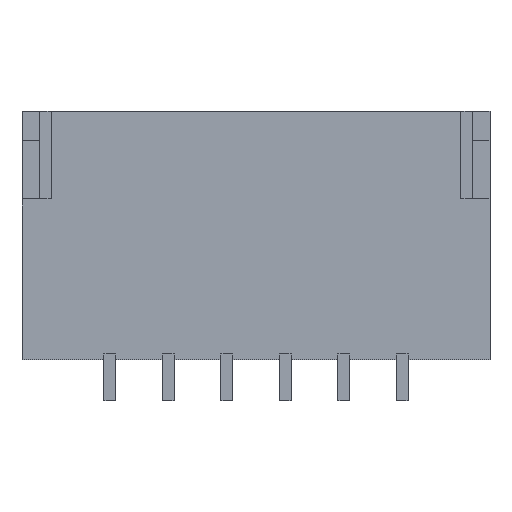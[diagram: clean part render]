
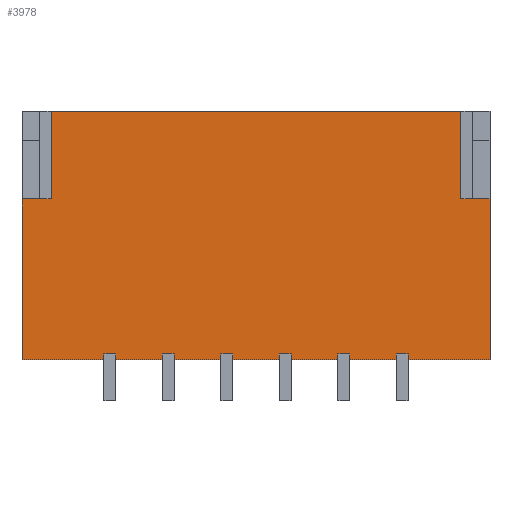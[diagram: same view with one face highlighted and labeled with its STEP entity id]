
A CAD part, front view. The second image highlights one B-rep face of the part: STEP entity #3978.
In plain terms, the highlighted planar face has unit normal (0, -1, 0).
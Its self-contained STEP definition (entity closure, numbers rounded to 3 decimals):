
#260 = ORIENTED_EDGE ( 'NONE', *, *, #701, .F. ) ;
#289 = DIRECTION ( 'NONE',  ( 0., 0., 1. ) ) ;
#355 = VECTOR ( 'NONE', #1024, 1000. ) ;
#361 = VECTOR ( 'NONE', #1977, 1000. ) ;
#484 = PLANE ( 'NONE',  #4952 ) ;
#607 = CARTESIAN_POINT ( 'NONE',  ( -3.5, 0.06, 0.625 ) ) ;
#611 = VECTOR ( 'NONE', #3760, 1000. ) ;
#701 = EDGE_CURVE ( 'NONE', #2694, #3093, #3430, .T. ) ;
#709 = VECTOR ( 'NONE', #5064, 1000. ) ;
#820 = DIRECTION ( 'NONE',  ( 1., 0., 0. ) ) ;
#953 = EDGE_CURVE ( 'NONE', #2709, #2360, #4573, .T. ) ;
#1024 = DIRECTION ( 'NONE',  ( -1., 0., 0. ) ) ;
#1031 = VECTOR ( 'NONE', #820, 1000. ) ;
#1036 = EDGE_CURVE ( 'NONE', #1389, #1507, #3239, .T. ) ;
#1240 = EDGE_CURVE ( 'NONE', #2426, #2709, #1819, .T. ) ;
#1389 = VERTEX_POINT ( 'NONE', #1675 ) ;
#1507 = VERTEX_POINT ( 'NONE', #3178 ) ;
#1518 = VECTOR ( 'NONE', #4940, 1000. ) ;
#1596 = CARTESIAN_POINT ( 'NONE',  ( -4., 0.06, -2.125 ) ) ;
#1641 = VECTOR ( 'NONE', #289, 1000. ) ;
#1675 = CARTESIAN_POINT ( 'NONE',  ( 3.5, 0.06, 0.625 ) ) ;
#1689 = EDGE_LOOP ( 'NONE', ( #2326, #1782, #1743, #260, #1753, #1935, #5400, #1776 ) ) ;
#1743 = ORIENTED_EDGE ( 'NONE', *, *, #2844, .F. ) ;
#1753 = ORIENTED_EDGE ( 'NONE', *, *, #3958, .F. ) ;
#1776 = ORIENTED_EDGE ( 'NONE', *, *, #4625, .F. ) ;
#1782 = ORIENTED_EDGE ( 'NONE', *, *, #953, .T. ) ;
#1819 = LINE ( 'NONE', #3600, #1518 ) ;
#1935 = ORIENTED_EDGE ( 'NONE', *, *, #1036, .F. ) ;
#1977 = DIRECTION ( 'NONE',  ( 0., 0., -1. ) ) ;
#2022 = LINE ( 'NONE', #3759, #709 ) ;
#2024 = CARTESIAN_POINT ( 'NONE',  ( -4., 0.06, 2.125 ) ) ;
#2326 = ORIENTED_EDGE ( 'NONE', *, *, #1240, .T. ) ;
#2360 = VERTEX_POINT ( 'NONE', #3038 ) ;
#2426 = VERTEX_POINT ( 'NONE', #4850 ) ;
#2613 = CARTESIAN_POINT ( 'NONE',  ( 0., 0.06, 0. ) ) ;
#2694 = VERTEX_POINT ( 'NONE', #3054 ) ;
#2709 = VERTEX_POINT ( 'NONE', #5152 ) ;
#2718 = DIRECTION ( 'NONE',  ( -1., 0., 0. ) ) ;
#2844 = EDGE_CURVE ( 'NONE', #3093, #2360, #2897, .T. ) ;
#2897 = LINE ( 'NONE', #4402, #1641 ) ;
#2960 = EDGE_CURVE ( 'NONE', #3636, #1389, #4089, .T. ) ;
#3038 = CARTESIAN_POINT ( 'NONE',  ( -4., 0.06, 0.625 ) ) ;
#3054 = CARTESIAN_POINT ( 'NONE',  ( 4., 0.06, -2.125 ) ) ;
#3093 = VERTEX_POINT ( 'NONE', #1596 ) ;
#3178 = CARTESIAN_POINT ( 'NONE',  ( 4., 0.06, 0.625 ) ) ;
#3239 = LINE ( 'NONE', #4684, #1031 ) ;
#3430 = LINE ( 'NONE', #4796, #355 ) ;
#3600 = CARTESIAN_POINT ( 'NONE',  ( -3.5, 0.06, 0.625 ) ) ;
#3636 = VERTEX_POINT ( 'NONE', #5423 ) ;
#3695 = VECTOR ( 'NONE', #2718, 1000. ) ;
#3759 = CARTESIAN_POINT ( 'NONE',  ( 4., 0.06, 2.125 ) ) ;
#3760 = DIRECTION ( 'NONE',  ( 1., 0., 0. ) ) ;
#3958 = EDGE_CURVE ( 'NONE', #1507, #2694, #2022, .T. ) ;
#3978 = ADVANCED_FACE ( 'NONE', ( #4514 ), #484, .T. ) ;
#4089 = LINE ( 'NONE', #5368, #361 ) ;
#4189 = DIRECTION ( 'NONE',  ( 0., -1., 0. ) ) ;
#4402 = CARTESIAN_POINT ( 'NONE',  ( -4., 0.06, 2.125 ) ) ;
#4514 = FACE_OUTER_BOUND ( 'NONE', #1689, .T. ) ;
#4573 = LINE ( 'NONE', #607, #3695 ) ;
#4625 = EDGE_CURVE ( 'NONE', #2426, #3636, #5402, .T. ) ;
#4684 = CARTESIAN_POINT ( 'NONE',  ( 3.5, 0.06, 0.625 ) ) ;
#4796 = CARTESIAN_POINT ( 'NONE',  ( -4., 0.06, -2.125 ) ) ;
#4850 = CARTESIAN_POINT ( 'NONE',  ( -3.5, 0.06, 2.125 ) ) ;
#4940 = DIRECTION ( 'NONE',  ( 0., 0., -1. ) ) ;
#4952 = AXIS2_PLACEMENT_3D ( 'NONE', #2613, #4189, #5456 ) ;
#5064 = DIRECTION ( 'NONE',  ( 0., 0., -1. ) ) ;
#5152 = CARTESIAN_POINT ( 'NONE',  ( -3.5, 0.06, 0.625 ) ) ;
#5368 = CARTESIAN_POINT ( 'NONE',  ( 3.5, 0.06, 0.625 ) ) ;
#5400 = ORIENTED_EDGE ( 'NONE', *, *, #2960, .F. ) ;
#5402 = LINE ( 'NONE', #2024, #611 ) ;
#5423 = CARTESIAN_POINT ( 'NONE',  ( 3.5, 0.06, 2.125 ) ) ;
#5456 = DIRECTION ( 'NONE',  ( 0., 0., -1. ) ) ;
